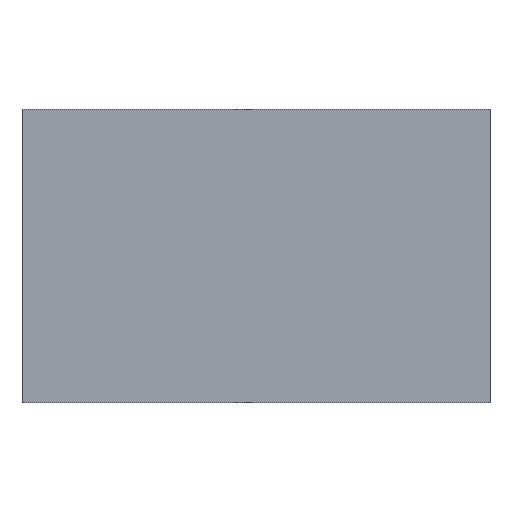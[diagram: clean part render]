
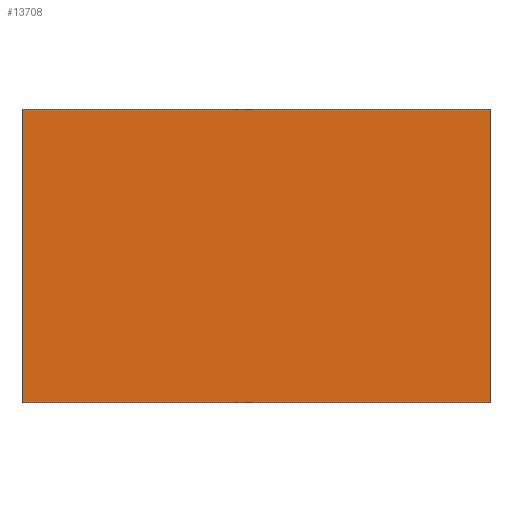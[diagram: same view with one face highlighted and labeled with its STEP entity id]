
A CAD part, front view. The second image highlights one B-rep face of the part: STEP entity #13708.
In plain terms, the highlighted planar face has unit normal (0, -1, 0).
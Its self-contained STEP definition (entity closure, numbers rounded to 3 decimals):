
#1308=FACE_OUTER_BOUND('',#2064,.T.);
#2064=EDGE_LOOP('',(#12235,#12236,#12237,#12238));
#3664=LINE('',#22350,#5274);
#3666=LINE('',#22354,#5276);
#3668=LINE('',#22358,#5278);
#3670=LINE('',#22361,#5280);
#5274=VECTOR('',#18464,10.);
#5276=VECTOR('',#18468,10.);
#5278=VECTOR('',#18472,10.);
#5280=VECTOR('',#18476,10.);
#6523=VERTEX_POINT('',#22347);
#6524=VERTEX_POINT('',#22349);
#6525=VERTEX_POINT('',#22353);
#6526=VERTEX_POINT('',#22357);
#8420=EDGE_CURVE('',#6523,#6524,#3664,.T.);
#8422=EDGE_CURVE('',#6525,#6523,#3666,.T.);
#8424=EDGE_CURVE('',#6526,#6525,#3668,.T.);
#8426=EDGE_CURVE('',#6524,#6526,#3670,.T.);
#12235=ORIENTED_EDGE('',*,*,#8426,.F.);
#12236=ORIENTED_EDGE('',*,*,#8420,.F.);
#12237=ORIENTED_EDGE('',*,*,#8422,.F.);
#12238=ORIENTED_EDGE('',*,*,#8424,.F.);
#12788=PLANE('',#14830);
#13708=ADVANCED_FACE('',(#1308),#12788,.T.);
#14830=AXIS2_PLACEMENT_3D('',#22370,#18489,#18490);
#18464=DIRECTION('',(0.,0.,-1.));
#18468=DIRECTION('',(1.,0.,0.));
#18472=DIRECTION('',(0.,0.,1.));
#18476=DIRECTION('',(-1.,0.,0.));
#18489=DIRECTION('center_axis',(0.,-1.,0.));
#18490=DIRECTION('ref_axis',(1.,0.,0.));
#22347=CARTESIAN_POINT('',(109.255,-70.593,34.3));
#22349=CARTESIAN_POINT('',(109.255,-70.593,-8.7));
#22350=CARTESIAN_POINT('',(109.255,-70.593,34.3));
#22353=CARTESIAN_POINT('',(40.755,-70.593,34.3));
#22354=CARTESIAN_POINT('',(40.755,-70.593,34.3));
#22357=CARTESIAN_POINT('',(40.755,-70.593,-8.7));
#22358=CARTESIAN_POINT('',(40.755,-70.593,-8.7));
#22361=CARTESIAN_POINT('',(109.255,-70.593,-8.7));
#22370=CARTESIAN_POINT('Origin',(75.005,-70.593,0.8));
